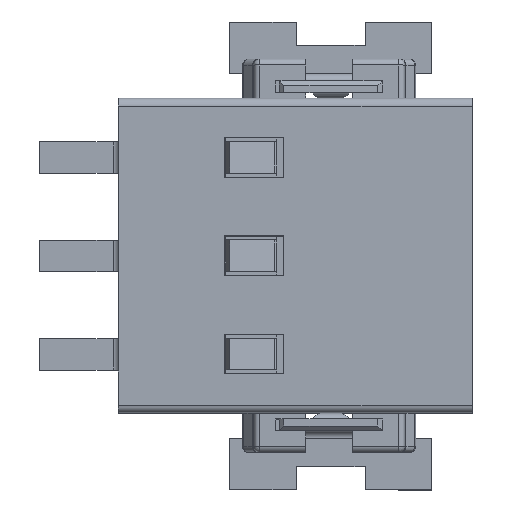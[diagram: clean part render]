
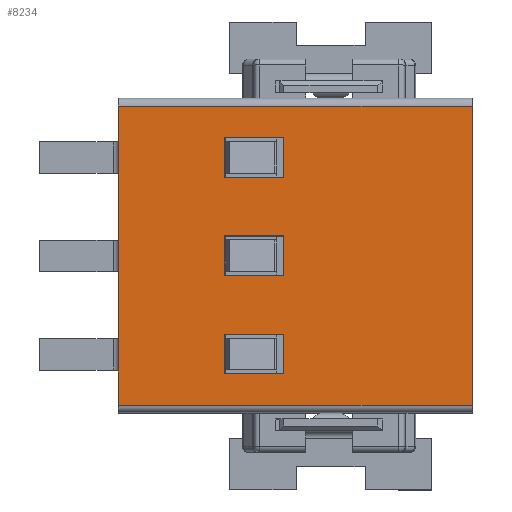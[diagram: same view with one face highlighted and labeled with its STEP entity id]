
A CAD part, top view. The second image highlights one B-rep face of the part: STEP entity #8234.
In plain terms, the highlighted planar face has unit normal (0, 0, 1).
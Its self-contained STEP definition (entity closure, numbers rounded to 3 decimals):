
#534=ORIENTED_EDGE('',*,*,#3000,.T.);
#535=ORIENTED_EDGE('',*,*,#3001,.T.);
#536=ORIENTED_EDGE('',*,*,#3002,.T.);
#537=ORIENTED_EDGE('',*,*,#3003,.T.);
#538=ORIENTED_EDGE('',*,*,#2906,.F.);
#539=ORIENTED_EDGE('',*,*,#3004,.T.);
#540=ORIENTED_EDGE('',*,*,#3005,.T.);
#541=ORIENTED_EDGE('',*,*,#3006,.T.);
#542=ORIENTED_EDGE('',*,*,#3007,.T.);
#543=ORIENTED_EDGE('',*,*,#3008,.T.);
#544=ORIENTED_EDGE('',*,*,#3009,.T.);
#545=ORIENTED_EDGE('',*,*,#3010,.T.);
#546=ORIENTED_EDGE('',*,*,#3011,.T.);
#547=ORIENTED_EDGE('',*,*,#3012,.T.);
#548=ORIENTED_EDGE('',*,*,#3013,.T.);
#549=ORIENTED_EDGE('',*,*,#3014,.T.);
#2906=EDGE_CURVE('',#4144,#4145,#4929,.T.);
#3000=EDGE_CURVE('',#4228,#4229,#5011,.T.);
#3001=EDGE_CURVE('',#4229,#4230,#5012,.T.);
#3002=EDGE_CURVE('',#4230,#4231,#5013,.T.);
#3003=EDGE_CURVE('',#4231,#4228,#5014,.T.);
#3004=EDGE_CURVE('',#4144,#4232,#5015,.T.);
#3005=EDGE_CURVE('',#4232,#4233,#5016,.T.);
#3006=EDGE_CURVE('',#4233,#4145,#5017,.F.);
#3007=EDGE_CURVE('',#4234,#4235,#5018,.T.);
#3008=EDGE_CURVE('',#4235,#4236,#5019,.T.);
#3009=EDGE_CURVE('',#4236,#4237,#5020,.T.);
#3010=EDGE_CURVE('',#4237,#4234,#5021,.T.);
#3011=EDGE_CURVE('',#4238,#4239,#5022,.T.);
#3012=EDGE_CURVE('',#4239,#4240,#5023,.T.);
#3013=EDGE_CURVE('',#4240,#4241,#5024,.T.);
#3014=EDGE_CURVE('',#4241,#4238,#5025,.T.);
#4144=VERTEX_POINT('',#11771);
#4145=VERTEX_POINT('',#11773);
#4228=VERTEX_POINT('',#11961);
#4229=VERTEX_POINT('',#11962);
#4230=VERTEX_POINT('',#11964);
#4231=VERTEX_POINT('',#11966);
#4232=VERTEX_POINT('',#11969);
#4233=VERTEX_POINT('',#11971);
#4234=VERTEX_POINT('',#11974);
#4235=VERTEX_POINT('',#11975);
#4236=VERTEX_POINT('',#11977);
#4237=VERTEX_POINT('',#11979);
#4238=VERTEX_POINT('',#11982);
#4239=VERTEX_POINT('',#11983);
#4240=VERTEX_POINT('',#11985);
#4241=VERTEX_POINT('',#11987);
#4929=LINE('',#11772,#5953);
#5011=LINE('',#11960,#6035);
#5012=LINE('',#11963,#6036);
#5013=LINE('',#11965,#6037);
#5014=LINE('',#11967,#6038);
#5015=LINE('',#11968,#6039);
#5016=LINE('',#11970,#6040);
#5017=LINE('',#11972,#6041);
#5018=LINE('',#11973,#6042);
#5019=LINE('',#11976,#6043);
#5020=LINE('',#11978,#6044);
#5021=LINE('',#11980,#6045);
#5022=LINE('',#11981,#6046);
#5023=LINE('',#11984,#6047);
#5024=LINE('',#11986,#6048);
#5025=LINE('',#11988,#6049);
#5953=VECTOR('',#9419,1000.);
#6035=VECTOR('',#9547,1000.);
#6036=VECTOR('',#9548,1000.);
#6037=VECTOR('',#9549,1000.);
#6038=VECTOR('',#9550,1000.);
#6039=VECTOR('',#9551,1000.);
#6040=VECTOR('',#9552,1000.);
#6041=VECTOR('',#9553,1000.);
#6042=VECTOR('',#9554,1000.);
#6043=VECTOR('',#9555,1000.);
#6044=VECTOR('',#9556,1000.);
#6045=VECTOR('',#9557,1000.);
#6046=VECTOR('',#9558,1000.);
#6047=VECTOR('',#9559,1000.);
#6048=VECTOR('',#9560,1000.);
#6049=VECTOR('',#9561,1000.);
#6967=EDGE_LOOP('',(#534,#535,#536,#537));
#6968=EDGE_LOOP('',(#538,#539,#540,#541));
#6969=EDGE_LOOP('',(#542,#543,#544,#545));
#6970=EDGE_LOOP('',(#546,#547,#548,#549));
#7437=FACE_BOUND('',#6967,.T.);
#7438=FACE_BOUND('',#6968,.T.);
#7439=FACE_BOUND('',#6969,.T.);
#7440=FACE_BOUND('',#6970,.T.);
#7904=PLANE('',#8753);
#8234=ADVANCED_FACE('',(#7437,#7438,#7439,#7440),#7904,.F.);
#8753=AXIS2_PLACEMENT_3D('',#11959,#9545,#9546);
#9419=DIRECTION('',(0.,-1.,0.));
#9545=DIRECTION('',(0.,0.,-1.));
#9546=DIRECTION('',(-1.,0.,0.));
#9547=DIRECTION('',(-1.,0.,0.));
#9548=DIRECTION('',(0.,1.,0.));
#9549=DIRECTION('',(1.,0.,0.));
#9550=DIRECTION('',(0.,-1.,0.));
#9551=DIRECTION('',(-1.,0.,0.));
#9552=DIRECTION('',(0.,-1.,0.));
#9553=DIRECTION('',(-1.,0.,0.));
#9554=DIRECTION('',(-1.,0.,0.));
#9555=DIRECTION('',(0.,1.,0.));
#9556=DIRECTION('',(1.,0.,0.));
#9557=DIRECTION('',(0.,-1.,0.));
#9558=DIRECTION('',(-1.,0.,0.));
#9559=DIRECTION('',(0.,1.,0.));
#9560=DIRECTION('',(1.,0.,0.));
#9561=DIRECTION('',(0.,-1.,0.));
#11771=CARTESIAN_POINT('',(9.,3.8,5.));
#11772=CARTESIAN_POINT('',(9.,4.,5.));
#11773=CARTESIAN_POINT('',(9.,-3.8,5.));
#11959=CARTESIAN_POINT('',(9.,4.,5.));
#11960=CARTESIAN_POINT('',(4.2,-0.5,5.));
#11961=CARTESIAN_POINT('',(4.2,-0.5,5.));
#11962=CARTESIAN_POINT('',(2.69,-0.5,5.));
#11963=CARTESIAN_POINT('',(2.69,-0.5,5.));
#11964=CARTESIAN_POINT('',(2.69,0.5,5.));
#11965=CARTESIAN_POINT('',(2.69,0.5,5.));
#11966=CARTESIAN_POINT('',(4.2,0.5,5.));
#11967=CARTESIAN_POINT('',(4.2,0.5,5.));
#11968=CARTESIAN_POINT('',(9.,3.8,5.));
#11969=CARTESIAN_POINT('',(0.,3.8,5.));
#11970=CARTESIAN_POINT('',(0.,4.,5.));
#11971=CARTESIAN_POINT('',(0.,-3.8,5.));
#11972=CARTESIAN_POINT('',(9.,-3.8,5.));
#11973=CARTESIAN_POINT('',(4.2,-3.,5.));
#11974=CARTESIAN_POINT('',(4.2,-3.,5.));
#11975=CARTESIAN_POINT('',(2.69,-3.,5.));
#11976=CARTESIAN_POINT('',(2.69,-3.,5.));
#11977=CARTESIAN_POINT('',(2.69,-2.,5.));
#11978=CARTESIAN_POINT('',(2.69,-2.,5.));
#11979=CARTESIAN_POINT('',(4.2,-2.,5.));
#11980=CARTESIAN_POINT('',(4.2,-2.,5.));
#11981=CARTESIAN_POINT('',(4.2,2.,5.));
#11982=CARTESIAN_POINT('',(4.2,2.,5.));
#11983=CARTESIAN_POINT('',(2.69,2.,5.));
#11984=CARTESIAN_POINT('',(2.69,2.,5.));
#11985=CARTESIAN_POINT('',(2.69,3.,5.));
#11986=CARTESIAN_POINT('',(2.69,3.,5.));
#11987=CARTESIAN_POINT('',(4.2,3.,5.));
#11988=CARTESIAN_POINT('',(4.2,3.,5.));
